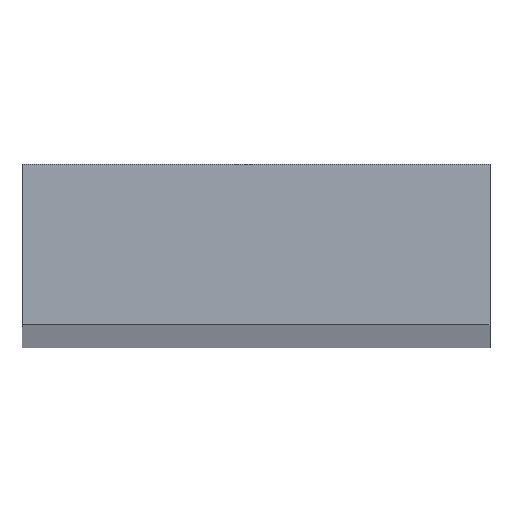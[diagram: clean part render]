
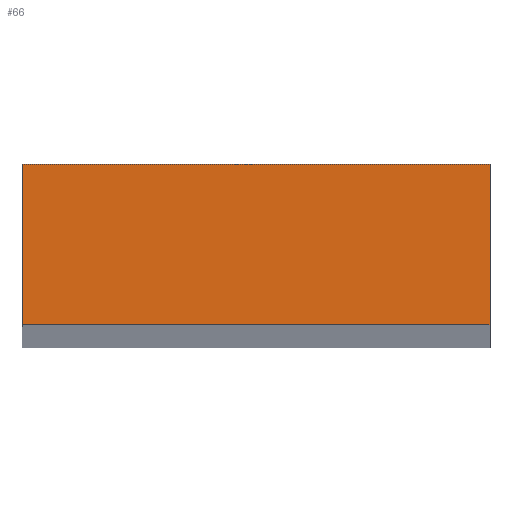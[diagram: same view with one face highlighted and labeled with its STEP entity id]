
A CAD part, top view. The second image highlights one B-rep face of the part: STEP entity #66.
In plain terms, the highlighted planar face has unit normal (0, 0, 1).
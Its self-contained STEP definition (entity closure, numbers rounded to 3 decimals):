
#4 = VERTEX_POINT ( 'NONE', #105 ) ;
#5 = VERTEX_POINT ( 'NONE', #161 ) ;
#7 = VERTEX_POINT ( 'NONE', #114 ) ;
#21 = VECTOR ( 'NONE', #176, 1000. ) ;
#23 = VECTOR ( 'NONE', #132, 1000. ) ;
#25 = VECTOR ( 'NONE', #141, 1000. ) ;
#26 = AXIS2_PLACEMENT_3D ( 'NONE', #171, #179, #233 ) ;
#48 = FACE_OUTER_BOUND ( 'NONE', #226, .T. ) ;
#55 = VECTOR ( 'NONE', #164, 1000. ) ;
#58 = EDGE_CURVE ( 'NONE', #7, #5, #129, .T. ) ;
#66 = ADVANCED_FACE ( 'NONE', ( #48 ), #169, .T. ) ;
#77 = EDGE_CURVE ( 'NONE', #207, #7, #237, .T. ) ;
#83 = EDGE_CURVE ( 'NONE', #4, #207, #102, .T. ) ;
#90 = EDGE_CURVE ( 'NONE', #5, #4, #107, .T. ) ;
#102 = LINE ( 'NONE', #175, #21 ) ;
#105 = CARTESIAN_POINT ( 'NONE',  ( -17.5, 6., 500. ) ) ;
#107 = LINE ( 'NONE', #162, #55 ) ;
#114 = CARTESIAN_POINT ( 'NONE',  ( 17.5, -6., 500. ) ) ;
#129 = LINE ( 'NONE', #130, #23 ) ;
#130 = CARTESIAN_POINT ( 'NONE',  ( 17.5, 6., 500. ) ) ;
#132 = DIRECTION ( 'NONE',  ( 0., 1., 0. ) ) ;
#138 = ORIENTED_EDGE ( 'NONE', *, *, #58, .T. ) ;
#141 = DIRECTION ( 'NONE',  ( 1., 0., 0. ) ) ;
#156 = ORIENTED_EDGE ( 'NONE', *, *, #77, .T. ) ;
#160 = CARTESIAN_POINT ( 'NONE',  ( -17.5, -6., 500. ) ) ;
#161 = CARTESIAN_POINT ( 'NONE',  ( 17.5, 6., 500. ) ) ;
#162 = CARTESIAN_POINT ( 'NONE',  ( -17.5, 6., 500. ) ) ;
#164 = DIRECTION ( 'NONE',  ( -1., 0., 0. ) ) ;
#169 = PLANE ( 'NONE',  #26 ) ;
#171 = CARTESIAN_POINT ( 'NONE',  ( 0., 0., 500. ) ) ;
#173 = CARTESIAN_POINT ( 'NONE',  ( -17.5, -6., 500. ) ) ;
#175 = CARTESIAN_POINT ( 'NONE',  ( -17.5, 6., 500. ) ) ;
#176 = DIRECTION ( 'NONE',  ( 0., -1., 0. ) ) ;
#179 = DIRECTION ( 'NONE',  ( 0., 0., 1. ) ) ;
#193 = ORIENTED_EDGE ( 'NONE', *, *, #83, .T. ) ;
#204 = ORIENTED_EDGE ( 'NONE', *, *, #90, .T. ) ;
#207 = VERTEX_POINT ( 'NONE', #160 ) ;
#226 = EDGE_LOOP ( 'NONE', ( #193, #156, #138, #204 ) ) ;
#233 = DIRECTION ( 'NONE',  ( 1., 0., 0. ) ) ;
#237 = LINE ( 'NONE', #173, #25 ) ;
